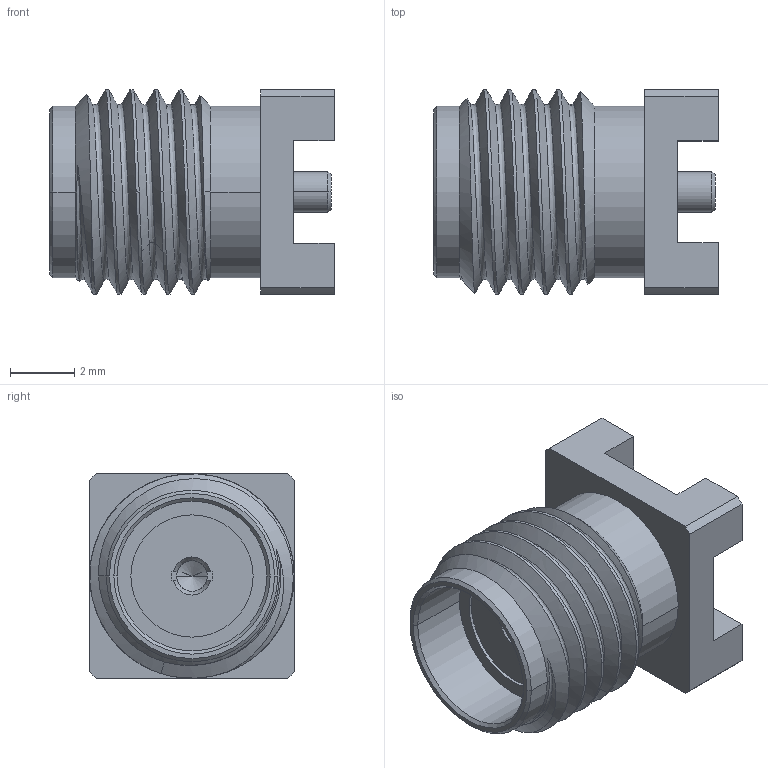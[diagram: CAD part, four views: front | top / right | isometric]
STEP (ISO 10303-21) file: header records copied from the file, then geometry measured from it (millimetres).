
FILE_DESCRIPTION((''),'2;1');
FILE_NAME('ASM0001_SW0001','2019-12-13T',('Madhan'),(''),'CREO PARAMETRIC BY PTC INC, 2018360','CREO PARAMETRIC BY PTC INC, 2018360','');
FILE_SCHEMA(('CONFIG_CONTROL_DESIGN'));
Length unit declared in the file: millimetre
Products named in the file (1): ASM0001_SW0001
Bounding box: 8.84 x 6.35 x 6.35 mm (x, y, z)
Volume: 181.8 mm3; surface area: 347.1 mm2
Topology: 1 solids, 1 shells, 79 faces, 206 edges, 133 vertices
Faces by surface type: plane 29, cylinder 25, cone 16, bspline 9
Entity records: 4979 total; most frequent: CARTESIAN_POINT 3064, ORIENTED_EDGE 408, DIRECTION 360, EDGE_CURVE 204, VERTEX_POINT 133, AXIS2_PLACEMENT_3D 128, VECTOR 104, LINE 104
